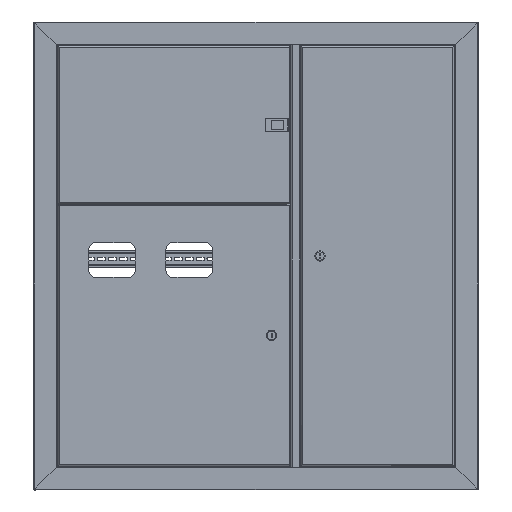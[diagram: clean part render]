
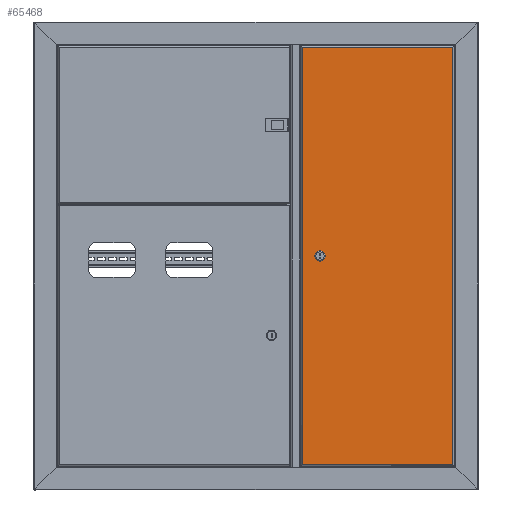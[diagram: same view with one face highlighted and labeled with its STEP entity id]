
A CAD part, top view. The second image highlights one B-rep face of the part: STEP entity #65468.
In plain terms, the highlighted planar face has unit normal (0, 0, 1).
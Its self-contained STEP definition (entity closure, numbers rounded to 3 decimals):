
#718 = CARTESIAN_POINT ( 'NONE',  ( 1.7, 1.7, 0. ) ) ;
#743 = LINE ( 'NONE', #34098, #43638 ) ;
#1032 = VERTEX_POINT ( 'NONE', #64623 ) ;
#1072 = DIRECTION ( 'NONE',  ( 1., 0., 0. ) ) ;
#1321 = AXIS2_PLACEMENT_3D ( 'NONE', #41743, #13119, #3287 ) ;
#3287 = DIRECTION ( 'NONE',  ( 1., 0., 0. ) ) ;
#4733 = EDGE_LOOP ( 'NONE', ( #13429, #41367, #56838, #48759, #36685 ) ) ;
#5481 = FACE_BOUND ( 'NONE', #4733, .T. ) ;
#5838 = CARTESIAN_POINT ( 'NONE',  ( 0., 325.7, 0. ) ) ;
#7308 = VERTEX_POINT ( 'NONE', #32369 ) ;
#7961 = CARTESIAN_POINT ( 'NONE',  ( 894.7, 324., 0. ) ) ;
#9953 = CARTESIAN_POINT ( 'NONE',  ( 444.551, 31.5, 0. ) ) ;
#10152 = CARTESIAN_POINT ( 'NONE',  ( 451.849, 31.5, 0. ) ) ;
#11442 = AXIS2_PLACEMENT_3D ( 'NONE', #36643, #70413, #54062 ) ;
#12565 = CIRCLE ( 'NONE', #11442, 9.25 ) ;
#13119 = DIRECTION ( 'NONE',  ( 0., 0., 1. ) ) ;
#13166 = VERTEX_POINT ( 'NONE', #16771 ) ;
#13208 = ORIENTED_EDGE ( 'NONE', *, *, #61443, .T. ) ;
#13227 = CARTESIAN_POINT ( 'NONE',  ( 894.7, 0., 0. ) ) ;
#13383 = EDGE_CURVE ( 'NONE', #62905, #7308, #12565, .T. ) ;
#13429 = ORIENTED_EDGE ( 'NONE', *, *, #18747, .F. ) ;
#16771 = CARTESIAN_POINT ( 'NONE',  ( 894.7, 1.7, 0. ) ) ;
#16884 = VERTEX_POINT ( 'NONE', #52547 ) ;
#17856 = CARTESIAN_POINT ( 'NONE',  ( 1.7, 1.7, 0. ) ) ;
#18747 = EDGE_CURVE ( 'NONE', #7308, #1032, #49085, .T. ) ;
#21115 = ORIENTED_EDGE ( 'NONE', *, *, #30523, .T. ) ;
#21607 = EDGE_CURVE ( 'NONE', #13166, #49160, #40783, .T. ) ;
#21822 = DIRECTION ( 'NONE',  ( -1., 0., 0. ) ) ;
#25697 = VERTEX_POINT ( 'NONE', #9953 ) ;
#27596 = FACE_OUTER_BOUND ( 'NONE', #54522, .T. ) ;
#28309 = DIRECTION ( 'NONE',  ( -1., 0., 0. ) ) ;
#29164 = EDGE_CURVE ( 'NONE', #1032, #25697, #54556, .T. ) ;
#29215 = VECTOR ( 'NONE', #50682, 1000. ) ;
#29441 = VECTOR ( 'NONE', #36058, 1000. ) ;
#30523 = EDGE_CURVE ( 'NONE', #16884, #30735, #44193, .T. ) ;
#30735 = VERTEX_POINT ( 'NONE', #17856 ) ;
#32326 = PLANE ( 'NONE',  #67872 ) ;
#32369 = CARTESIAN_POINT ( 'NONE',  ( 451.849, 48.5, 0. ) ) ;
#32740 = DIRECTION ( 'NONE',  ( -1., 0., 0. ) ) ;
#33488 = CARTESIAN_POINT ( 'NONE',  ( 448.2, 40., 0. ) ) ;
#33845 = DIRECTION ( 'NONE',  ( 0., 0., 1. ) ) ;
#34098 = CARTESIAN_POINT ( 'NONE',  ( 894.993, 324., 0. ) ) ;
#34797 = AXIS2_PLACEMENT_3D ( 'NONE', #33488, #33845, #55988 ) ;
#36058 = DIRECTION ( 'NONE',  ( 0., 1., 0. ) ) ;
#36643 = CARTESIAN_POINT ( 'NONE',  ( 448.2, 40., 0. ) ) ;
#36685 = ORIENTED_EDGE ( 'NONE', *, *, #29164, .F. ) ;
#37490 = VERTEX_POINT ( 'NONE', #52817 ) ;
#38123 = DIRECTION ( 'NONE',  ( 0., 0., -1. ) ) ;
#38898 = ORIENTED_EDGE ( 'NONE', *, *, #52631, .T. ) ;
#39048 = VECTOR ( 'NONE', #66726, 1000. ) ;
#40703 = CIRCLE ( 'NONE', #1321, 9.25 ) ;
#40783 = LINE ( 'NONE', #13227, #29441 ) ;
#41367 = ORIENTED_EDGE ( 'NONE', *, *, #13383, .F. ) ;
#41743 = CARTESIAN_POINT ( 'NONE',  ( 448.2, 40., 0. ) ) ;
#41764 = VECTOR ( 'NONE', #32740, 1000. ) ;
#43160 = LINE ( 'NONE', #10152, #39048 ) ;
#43638 = VECTOR ( 'NONE', #28309, 1000. ) ;
#43986 = CARTESIAN_POINT ( 'NONE',  ( 451.849, 48.5, 0. ) ) ;
#44193 = LINE ( 'NONE', #50335, #29215 ) ;
#48759 = ORIENTED_EDGE ( 'NONE', *, *, #66856, .F. ) ;
#49085 = LINE ( 'NONE', #43986, #41764 ) ;
#49160 = VERTEX_POINT ( 'NONE', #7961 ) ;
#50077 = LINE ( 'NONE', #718, #68819 ) ;
#50335 = CARTESIAN_POINT ( 'NONE',  ( 1.7, 324.293, 0. ) ) ;
#50682 = DIRECTION ( 'NONE',  ( 0., -1., 0. ) ) ;
#52547 = CARTESIAN_POINT ( 'NONE',  ( 1.7, 324., 0. ) ) ;
#52631 = EDGE_CURVE ( 'NONE', #49160, #16884, #743, .T. ) ;
#52817 = CARTESIAN_POINT ( 'NONE',  ( 451.849, 31.5, 0. ) ) ;
#54062 = DIRECTION ( 'NONE',  ( 1., 0., 0. ) ) ;
#54522 = EDGE_LOOP ( 'NONE', ( #13208, #59755, #38898, #21115 ) ) ;
#54556 = CIRCLE ( 'NONE', #34797, 9.25 ) ;
#55423 = CARTESIAN_POINT ( 'NONE',  ( 457.45, 40., 0. ) ) ;
#55988 = DIRECTION ( 'NONE',  ( 1., 0., 0. ) ) ;
#56838 = ORIENTED_EDGE ( 'NONE', *, *, #59410, .F. ) ;
#59410 = EDGE_CURVE ( 'NONE', #37490, #62905, #40703, .T. ) ;
#59755 = ORIENTED_EDGE ( 'NONE', *, *, #21607, .T. ) ;
#61443 = EDGE_CURVE ( 'NONE', #30735, #13166, #50077, .T. ) ;
#62905 = VERTEX_POINT ( 'NONE', #55423 ) ;
#64623 = CARTESIAN_POINT ( 'NONE',  ( 444.551, 48.5, 0. ) ) ;
#65468 = ADVANCED_FACE ( 'NONE', ( #5481, #27596 ), #32326, .F. ) ;
#66726 = DIRECTION ( 'NONE',  ( 1., 0., 0. ) ) ;
#66856 = EDGE_CURVE ( 'NONE', #25697, #37490, #43160, .T. ) ;
#67872 = AXIS2_PLACEMENT_3D ( 'NONE', #5838, #38123, #21822 ) ;
#68819 = VECTOR ( 'NONE', #1072, 1000. ) ;
#70413 = DIRECTION ( 'NONE',  ( 0., 0., 1. ) ) ;
